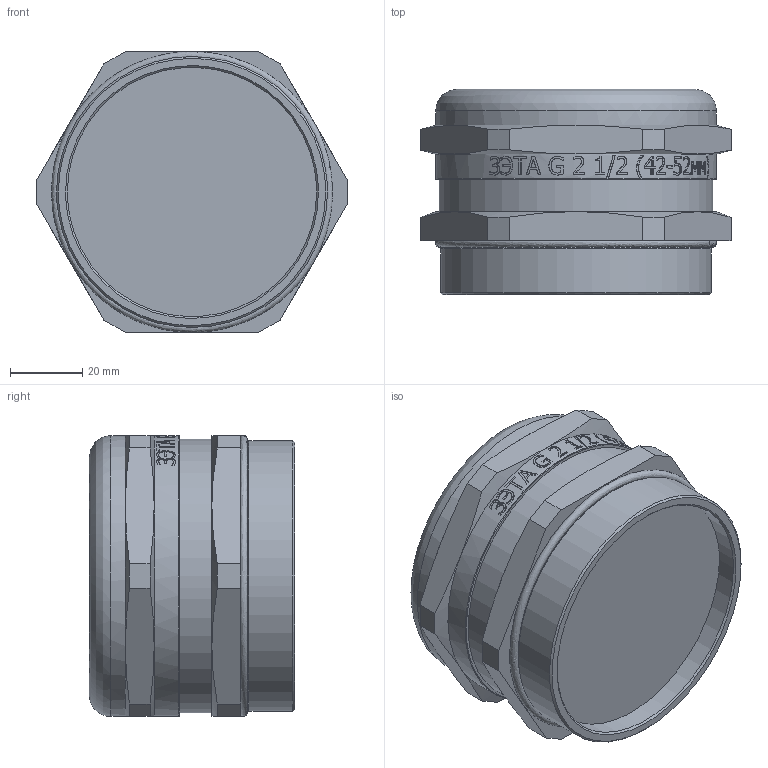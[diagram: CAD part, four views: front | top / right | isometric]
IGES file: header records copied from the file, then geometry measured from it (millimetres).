
Global section: file name: 9 КВ-G 2 1_2 (42-52мм); native system: Autodesk Inventor 2015; preprocessor: unknown; author: zeta-23; date: 20161028.222538; units: millimetre
Bounding box: 86.07 x 57 x 78 mm (x, y, z)
Volume: 245615.6 mm3; surface area: 26451.1 mm2
Topology: 1 solids, 1 shells, 329 faces, 905 edges, 600 vertices
Faces by surface type: bspline 329
